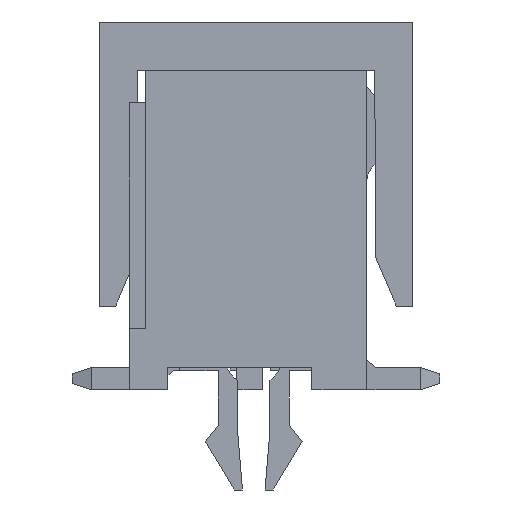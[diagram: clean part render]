
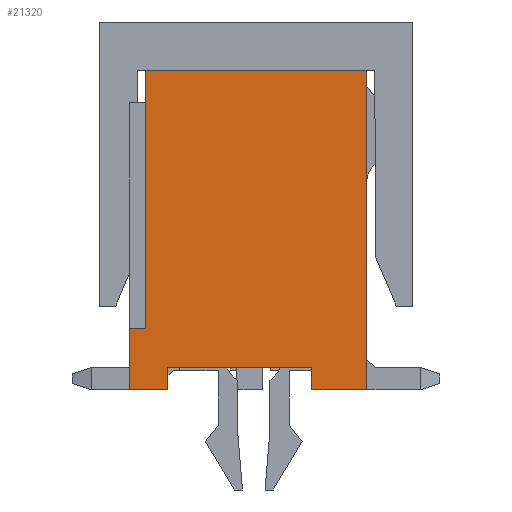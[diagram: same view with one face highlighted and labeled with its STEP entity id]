
A CAD part, left-side view. The second image highlights one B-rep face of the part: STEP entity #21320.
In plain terms, the highlighted planar face has unit normal (-1, 0, 0).
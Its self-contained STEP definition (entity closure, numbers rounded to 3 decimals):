
#1680=ORIENTED_EDGE('',*,*,#5656,.F.);
#1681=ORIENTED_EDGE('',*,*,#5534,.T.);
#1682=ORIENTED_EDGE('',*,*,#5695,.T.);
#1683=ORIENTED_EDGE('',*,*,#5696,.T.);
#1684=ORIENTED_EDGE('',*,*,#5697,.T.);
#1685=ORIENTED_EDGE('',*,*,#5698,.T.);
#1686=ORIENTED_EDGE('',*,*,#5699,.T.);
#1687=ORIENTED_EDGE('',*,*,#5572,.F.);
#1688=ORIENTED_EDGE('',*,*,#5567,.T.);
#1689=ORIENTED_EDGE('',*,*,#5700,.T.);
#5534=EDGE_CURVE('',#7582,#7581,#9102,.T.);
#5567=EDGE_CURVE('',#7599,#7601,#9135,.T.);
#5572=EDGE_CURVE('',#7599,#7604,#9140,.T.);
#5656=EDGE_CURVE('',#7582,#7644,#9224,.T.);
#5695=EDGE_CURVE('',#7581,#7664,#9263,.T.);
#5696=EDGE_CURVE('',#7664,#7665,#9264,.T.);
#5697=EDGE_CURVE('',#7665,#7666,#9265,.T.);
#5698=EDGE_CURVE('',#7666,#7667,#9266,.T.);
#5699=EDGE_CURVE('',#7667,#7604,#9267,.T.);
#5700=EDGE_CURVE('',#7601,#7644,#9268,.T.);
#7581=VERTEX_POINT('',#28765);
#7582=VERTEX_POINT('',#28767);
#7599=VERTEX_POINT('',#28827);
#7601=VERTEX_POINT('',#28831);
#7604=VERTEX_POINT('',#28841);
#7644=VERTEX_POINT('',#28982);
#7664=VERTEX_POINT('',#29062);
#7665=VERTEX_POINT('',#29064);
#7666=VERTEX_POINT('',#29066);
#7667=VERTEX_POINT('',#29068);
#9102=LINE('',#28766,#11230);
#9135=LINE('',#28832,#11263);
#9140=LINE('',#28842,#11268);
#9224=LINE('',#28986,#11352);
#9263=LINE('',#29061,#11391);
#9264=LINE('',#29063,#11392);
#9265=LINE('',#29065,#11393);
#9266=LINE('',#29067,#11394);
#9267=LINE('',#29069,#11395);
#9268=LINE('',#29070,#11396);
#11230=VECTOR('',#24284,1000.);
#11263=VECTOR('',#24343,1000.);
#11268=VECTOR('',#24352,1000.);
#11352=VECTOR('',#24474,1000.);
#11391=VECTOR('',#24549,1000.);
#11392=VECTOR('',#24550,1000.);
#11393=VECTOR('',#24551,1000.);
#11394=VECTOR('',#24552,1000.);
#11395=VECTOR('',#24553,1000.);
#11396=VECTOR('',#24554,1000.);
#12799=EDGE_LOOP('',(#1680,#1681,#1682,#1683,#1684,#1685,#1686,#1687,#1688,
#1689));
#13677=FACE_BOUND('',#12799,.T.);
#14509=PLANE('',#22244);
#21320=ADVANCED_FACE('',(#13677),#14509,.T.);
#22244=AXIS2_PLACEMENT_3D('',#29060,#24547,#24548);
#24284=DIRECTION('',(0.,-1.,0.));
#24343=DIRECTION('',(0.,0.,-1.));
#24352=DIRECTION('',(0.,-1.,0.));
#24474=DIRECTION('',(0.,0.,-1.));
#24547=DIRECTION('',(-1.,0.,0.));
#24548=DIRECTION('',(0.,0.,1.));
#24549=DIRECTION('',(0.,0.,-1.));
#24550=DIRECTION('',(0.,-1.,0.));
#24551=DIRECTION('',(0.,0.,1.));
#24552=DIRECTION('',(0.,1.,0.));
#24553=DIRECTION('',(0.,0.,-1.));
#24554=DIRECTION('',(0.,-1.,0.));
#28765=CARTESIAN_POINT('',(-12.35,-1.73,-4.25));
#28766=CARTESIAN_POINT('',(-12.35,2.73,-4.25));
#28767=CARTESIAN_POINT('',(-12.35,2.73,-4.25));
#28827=CARTESIAN_POINT('',(-12.35,3.93,-3.05));
#28831=CARTESIAN_POINT('',(-12.35,3.93,-4.95));
#28832=CARTESIAN_POINT('',(-12.35,3.93,-3.05));
#28841=CARTESIAN_POINT('',(-12.35,3.43,-3.05));
#28842=CARTESIAN_POINT('',(-12.35,3.93,-3.05));
#28982=CARTESIAN_POINT('',(-12.35,2.73,-4.95));
#28986=CARTESIAN_POINT('',(-12.35,2.73,-3.95));
#29060=CARTESIAN_POINT('',(-12.35,0.,0.));
#29061=CARTESIAN_POINT('',(-12.35,-1.73,-3.95));
#29062=CARTESIAN_POINT('',(-12.35,-1.73,-4.95));
#29063=CARTESIAN_POINT('',(-12.35,3.43,-4.95));
#29064=CARTESIAN_POINT('',(-12.35,-3.43,-4.95));
#29065=CARTESIAN_POINT('',(-12.35,-3.43,-4.95));
#29066=CARTESIAN_POINT('',(-12.35,-3.43,4.95));
#29067=CARTESIAN_POINT('',(-12.35,-3.43,4.95));
#29068=CARTESIAN_POINT('',(-12.35,3.43,4.95));
#29069=CARTESIAN_POINT('',(-12.35,3.43,4.95));
#29070=CARTESIAN_POINT('',(-12.35,3.43,-4.95));
